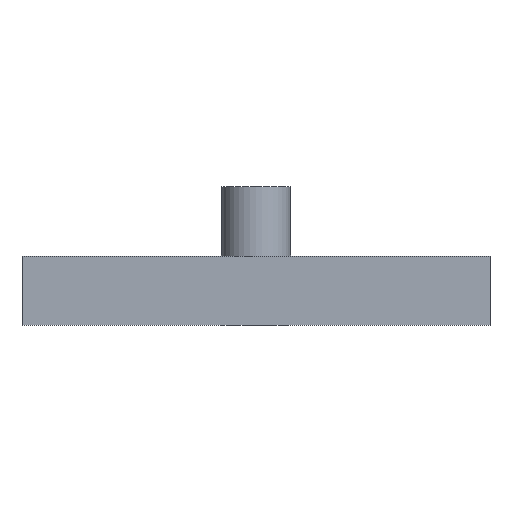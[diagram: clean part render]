
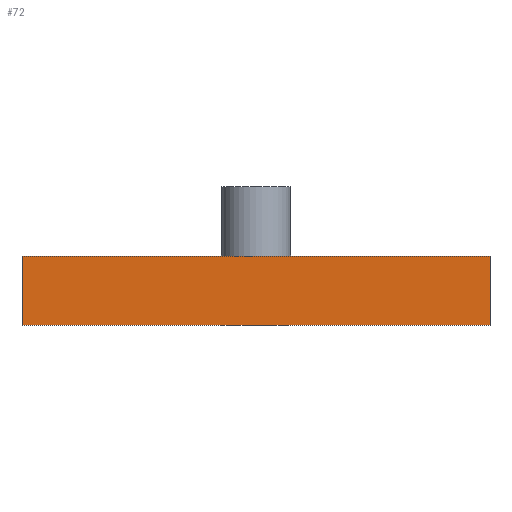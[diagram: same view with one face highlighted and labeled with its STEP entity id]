
A CAD part, front view. The second image highlights one B-rep face of the part: STEP entity #72.
In plain terms, the highlighted planar face has unit normal (0, -1, 0).
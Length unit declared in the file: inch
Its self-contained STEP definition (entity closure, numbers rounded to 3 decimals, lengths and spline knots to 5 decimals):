
#8 = VECTOR ( 'NONE', #111, 39.37008 ) ;
#10 = VERTEX_POINT ( 'NONE', #67 ) ;
#15 = DIRECTION ( 'NONE',  ( 0., 0., 1. ) ) ;
#38 = ORIENTED_EDGE ( 'NONE', *, *, #280, .F. ) ;
#43 = DIRECTION ( 'NONE',  ( 1., 0., 0. ) ) ;
#44 = EDGE_CURVE ( 'NONE', #10, #158, #370, .T. ) ;
#45 = EDGE_LOOP ( 'NONE', ( #216, #214, #38, #243 ) ) ;
#49 = CARTESIAN_POINT ( 'NONE',  ( -0.4, -3.6, 0.11811 ) ) ;
#59 = VERTEX_POINT ( 'NONE', #282 ) ;
#67 = CARTESIAN_POINT ( 'NONE',  ( -0.4, -3.6, 0. ) ) ;
#68 = AXIS2_PLACEMENT_3D ( 'NONE', #49, #80, #15 ) ;
#72 = ADVANCED_FACE ( 'NONE', ( #135 ), #349, .F. ) ;
#78 = CARTESIAN_POINT ( 'NONE',  ( -0.4, -3.6, 0.11811 ) ) ;
#80 = DIRECTION ( 'NONE',  ( 0., 1., 0. ) ) ;
#111 = DIRECTION ( 'NONE',  ( 0., 0., -1. ) ) ;
#128 = VECTOR ( 'NONE', #298, 39.37008 ) ;
#135 = FACE_OUTER_BOUND ( 'NONE', #45, .T. ) ;
#144 = LINE ( 'NONE', #78, #8 ) ;
#153 = VERTEX_POINT ( 'NONE', #263 ) ;
#158 = VERTEX_POINT ( 'NONE', #291 ) ;
#171 = LINE ( 'NONE', #288, #128 ) ;
#205 = CARTESIAN_POINT ( 'NONE',  ( -0.4, -3.6, 0.11811 ) ) ;
#214 = ORIENTED_EDGE ( 'NONE', *, *, #301, .F. ) ;
#216 = ORIENTED_EDGE ( 'NONE', *, *, #44, .T. ) ;
#217 = EDGE_CURVE ( 'NONE', #153, #10, #144, .T. ) ;
#228 = VECTOR ( 'NONE', #330, 39.37008 ) ;
#229 = VECTOR ( 'NONE', #43, 39.37008 ) ;
#243 = ORIENTED_EDGE ( 'NONE', *, *, #217, .T. ) ;
#263 = CARTESIAN_POINT ( 'NONE',  ( -0.4, -3.6, 0.11811 ) ) ;
#280 = EDGE_CURVE ( 'NONE', #153, #59, #323, .T. ) ;
#282 = CARTESIAN_POINT ( 'NONE',  ( 0.4, -3.6, 0.11811 ) ) ;
#288 = CARTESIAN_POINT ( 'NONE',  ( 0.4, -3.6, 0.11811 ) ) ;
#291 = CARTESIAN_POINT ( 'NONE',  ( 0.4, -3.6, 0. ) ) ;
#298 = DIRECTION ( 'NONE',  ( 0., 0., -1. ) ) ;
#301 = EDGE_CURVE ( 'NONE', #59, #158, #171, .T. ) ;
#317 = CARTESIAN_POINT ( 'NONE',  ( -0.4, -3.6, 0. ) ) ;
#323 = LINE ( 'NONE', #205, #228 ) ;
#330 = DIRECTION ( 'NONE',  ( 1., 0., 0. ) ) ;
#349 = PLANE ( 'NONE',  #68 ) ;
#370 = LINE ( 'NONE', #317, #229 ) ;
